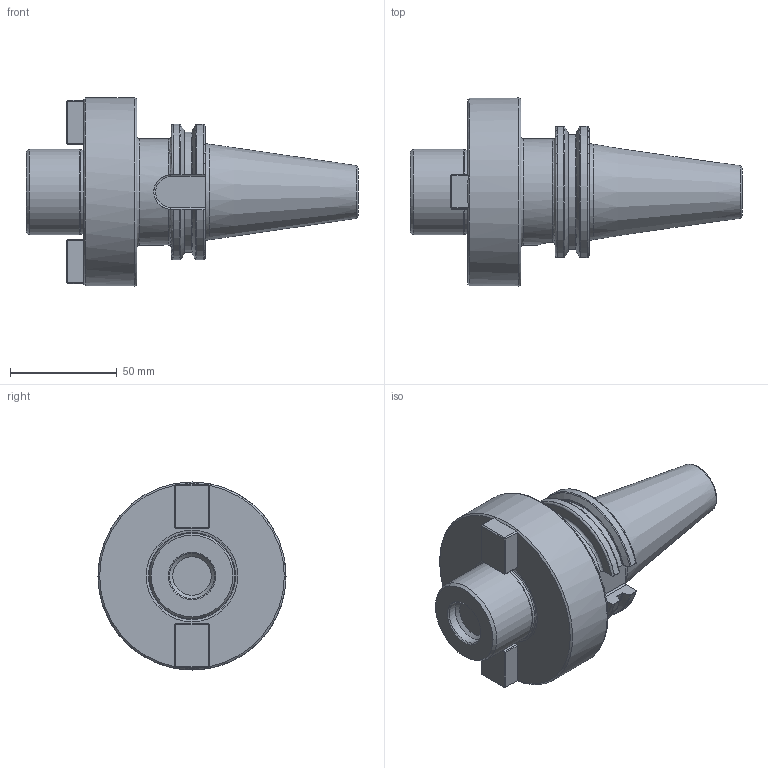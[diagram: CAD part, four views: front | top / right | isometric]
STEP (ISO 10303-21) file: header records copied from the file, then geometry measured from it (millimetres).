
FILE_DESCRIPTION(/* description */ (''),/* implementation_level */ '2;1');
FILE_NAME(/* name */ 'ASK40-FM-40-060.stp',/* time_stamp */ '2024-12-25T12:17:44+03:00',/* author */ (''),/* organization */ (''),/* preprocessor_version */ 'ST-DEVELOPER v19.4',/* originating_system */ 'SIEMENS PLM Software NX2306.3001',/* authorisation */ '');
FILE_SCHEMA (('AUTOMOTIVE_DESIGN { 1 0 10303 214 3 1 1 1 }'));
Length unit declared in the file: millimetre
Products named in the file (1): ASK40-FM-40-060-LIGHT_objects
Bounding box: 155.4 x 88 x 88 mm (x, y, z)
Volume: 332883.1 mm3; surface area: 38767 mm2
Topology: 1 solids, 1 shells, 139 faces, 356 edges, 223 vertices
Faces by surface type: plane 68, torus 25, cone 24, cylinder 22
Full cylindrical faces by diameter (mm): 4 x1, 10 x1, 21 x1, 39.5 x1, 40 x1, 49.7 x1, 88 x1
Entity records: 4597 total; most frequent: CARTESIAN_POINT 1440, ORIENTED_EDGE 652, DIRECTION 608, EDGE_CURVE 326, AXIS2_PLACEMENT_3D 237, VERTEX_POINT 218, EDGE_LOOP 167, ADVANCED_FACE 139
